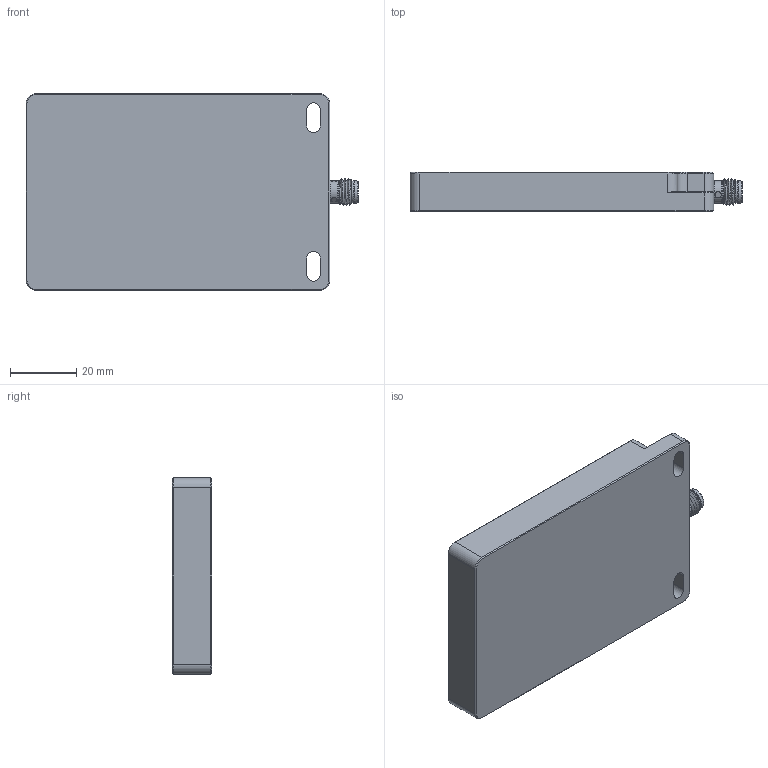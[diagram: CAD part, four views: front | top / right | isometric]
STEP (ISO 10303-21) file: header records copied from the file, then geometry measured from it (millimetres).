
FILE_DESCRIPTION (( 'STEP AP203' ), '1' );
FILE_NAME ('BLS-050-050-LL4-OUTLINE.STEP', '2021-06-21T08:47:40', ( '' ), ( '' ), 'SwSTEP 2.0', 'SolidWorks 2020', '' );
FILE_SCHEMA (( 'CONFIG_CONTROL_DESIGN' ));
Length unit declared in the file: millimetre
Products named in the file (1): BLS-050-050-LL4-OUTLINE
Bounding box: 100.5 x 12 x 59.5 mm (x, y, z)
Surface area: 15467.8 mm2 (no closed solid volume)
Topology: 0 solids, 7 shells, 104 faces, 286 edges, 180 vertices
Faces by surface type: plane 45, cylinder 33, cone 19, bspline 7
Full cylindrical faces by diameter (mm): 1 x4, 5.8 x1, 6.4 x1, 6.6 x2, 6.9 x1, 7.2 x1
Entity records: 3852 total; most frequent: CARTESIAN_POINT 1323, DIRECTION 519, ORIENTED_EDGE 463, EDGE_CURVE 255, AXIS2_PLACEMENT_3D 193, VERTEX_POINT 171, VECTOR 133, LINE 133
